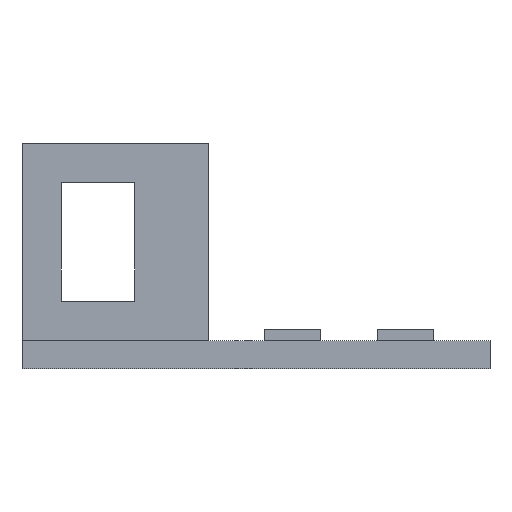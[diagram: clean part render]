
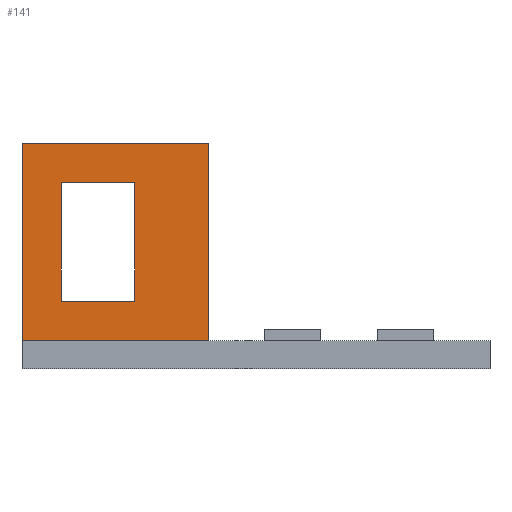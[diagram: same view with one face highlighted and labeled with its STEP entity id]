
A CAD part, left-side view. The second image highlights one B-rep face of the part: STEP entity #141.
In plain terms, the highlighted planar face has unit normal (-1, 0, 0).
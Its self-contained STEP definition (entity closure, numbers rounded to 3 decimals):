
#12 = CARTESIAN_POINT ( 'NONE',  ( -24.5, 33., 35. ) ) ;
#50 = VECTOR ( 'NONE', #779, 1000. ) ;
#55 = VERTEX_POINT ( 'NONE', #1283 ) ;
#96 = CARTESIAN_POINT ( 'NONE',  ( -24.5, 33., 0. ) ) ;
#114 = CARTESIAN_POINT ( 'NONE',  ( -24.5, 0., 0. ) ) ;
#125 = DIRECTION ( 'NONE',  ( 0., 0., 1. ) ) ;
#131 = CARTESIAN_POINT ( 'NONE',  ( -24.5, 0., 35. ) ) ;
#139 = CARTESIAN_POINT ( 'NONE',  ( -24.5, 13., 28. ) ) ;
#141 = ADVANCED_FACE ( 'NONE', ( #1569, #1463 ), #1084, .F. ) ;
#211 = DIRECTION ( 'NONE',  ( 0., -1., 0. ) ) ;
#256 = LINE ( 'NONE', #287, #1317 ) ;
#267 = CARTESIAN_POINT ( 'NONE',  ( -24.5, 33., 28. ) ) ;
#287 = CARTESIAN_POINT ( 'NONE',  ( -24.5, 13., 35. ) ) ;
#312 = ORIENTED_EDGE ( 'NONE', *, *, #1352, .T. ) ;
#319 = LINE ( 'NONE', #1110, #647 ) ;
#328 = ORIENTED_EDGE ( 'NONE', *, *, #1009, .T. ) ;
#331 = EDGE_CURVE ( 'NONE', #1447, #1092, #379, .T. ) ;
#379 = LINE ( 'NONE', #267, #515 ) ;
#423 = EDGE_LOOP ( 'NONE', ( #312, #1150, #1099, #1161 ) ) ;
#485 = CARTESIAN_POINT ( 'NONE',  ( -24.5, 33., 7. ) ) ;
#515 = VECTOR ( 'NONE', #1264, 1000. ) ;
#562 = EDGE_CURVE ( 'NONE', #1613, #1380, #853, .T. ) ;
#599 = EDGE_CURVE ( 'NONE', #1380, #1623, #319, .T. ) ;
#647 = VECTOR ( 'NONE', #838, 1000. ) ;
#678 = ORIENTED_EDGE ( 'NONE', *, *, #1039, .T. ) ;
#687 = AXIS2_PLACEMENT_3D ( 'NONE', #12, #1340, #1445 ) ;
#703 = LINE ( 'NONE', #1221, #840 ) ;
#779 = DIRECTION ( 'NONE',  ( 0., 0., -1. ) ) ;
#838 = DIRECTION ( 'NONE',  ( 0., 0., -1. ) ) ;
#840 = VECTOR ( 'NONE', #1354, 1000. ) ;
#853 = LINE ( 'NONE', #1621, #1063 ) ;
#856 = DIRECTION ( 'NONE',  ( 0., 1., 0. ) ) ;
#879 = ORIENTED_EDGE ( 'NONE', *, *, #599, .F. ) ;
#1001 = LINE ( 'NONE', #485, #1060 ) ;
#1009 = EDGE_CURVE ( 'NONE', #1184, #1623, #703, .T. ) ;
#1039 = EDGE_CURVE ( 'NONE', #1613, #1184, #1095, .T. ) ;
#1060 = VECTOR ( 'NONE', #856, 1000. ) ;
#1063 = VECTOR ( 'NONE', #211, 1000. ) ;
#1084 = PLANE ( 'NONE',  #687 ) ;
#1092 = VERTEX_POINT ( 'NONE', #139 ) ;
#1095 = LINE ( 'NONE', #1612, #50 ) ;
#1099 = ORIENTED_EDGE ( 'NONE', *, *, #1290, .T. ) ;
#1110 = CARTESIAN_POINT ( 'NONE',  ( -24.5, 0., 35. ) ) ;
#1150 = ORIENTED_EDGE ( 'NONE', *, *, #1204, .T. ) ;
#1161 = ORIENTED_EDGE ( 'NONE', *, *, #331, .T. ) ;
#1184 = VERTEX_POINT ( 'NONE', #96 ) ;
#1204 = EDGE_CURVE ( 'NONE', #1620, #55, #1001, .T. ) ;
#1221 = CARTESIAN_POINT ( 'NONE',  ( -24.5, 33., 0. ) ) ;
#1264 = DIRECTION ( 'NONE',  ( 0., -1., 0. ) ) ;
#1275 = CARTESIAN_POINT ( 'NONE',  ( -24.5, 26., 35. ) ) ;
#1283 = CARTESIAN_POINT ( 'NONE',  ( -24.5, 26., 7. ) ) ;
#1290 = EDGE_CURVE ( 'NONE', #55, #1447, #1665, .T. ) ;
#1317 = VECTOR ( 'NONE', #1543, 1000. ) ;
#1340 = DIRECTION ( 'NONE',  ( 1., 0., 0. ) ) ;
#1351 = EDGE_LOOP ( 'NONE', ( #328, #879, #1391, #678 ) ) ;
#1352 = EDGE_CURVE ( 'NONE', #1092, #1620, #256, .T. ) ;
#1354 = DIRECTION ( 'NONE',  ( 0., -1., 0. ) ) ;
#1355 = VECTOR ( 'NONE', #125, 1000. ) ;
#1368 = CARTESIAN_POINT ( 'NONE',  ( -24.5, 33., 35. ) ) ;
#1380 = VERTEX_POINT ( 'NONE', #131 ) ;
#1384 = CARTESIAN_POINT ( 'NONE',  ( -24.5, 13., 7. ) ) ;
#1391 = ORIENTED_EDGE ( 'NONE', *, *, #562, .F. ) ;
#1445 = DIRECTION ( 'NONE',  ( 0., 1., 0. ) ) ;
#1447 = VERTEX_POINT ( 'NONE', #1577 ) ;
#1463 = FACE_OUTER_BOUND ( 'NONE', #1351, .T. ) ;
#1543 = DIRECTION ( 'NONE',  ( 0., 0., -1. ) ) ;
#1569 = FACE_BOUND ( 'NONE', #423, .T. ) ;
#1577 = CARTESIAN_POINT ( 'NONE',  ( -24.5, 26., 28. ) ) ;
#1612 = CARTESIAN_POINT ( 'NONE',  ( -24.5, 33., 35. ) ) ;
#1613 = VERTEX_POINT ( 'NONE', #1368 ) ;
#1620 = VERTEX_POINT ( 'NONE', #1384 ) ;
#1621 = CARTESIAN_POINT ( 'NONE',  ( -24.5, 33., 35. ) ) ;
#1623 = VERTEX_POINT ( 'NONE', #114 ) ;
#1665 = LINE ( 'NONE', #1275, #1355 ) ;
